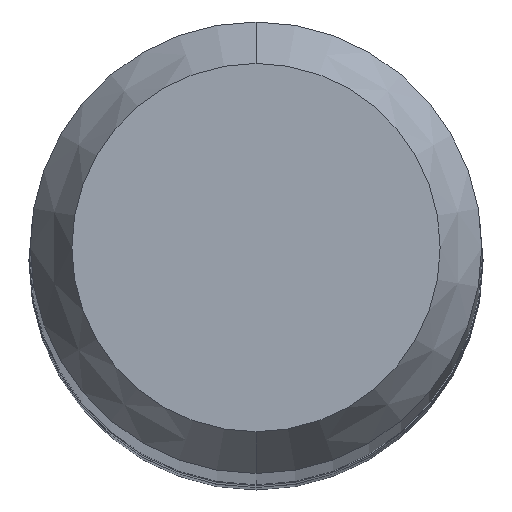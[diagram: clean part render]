
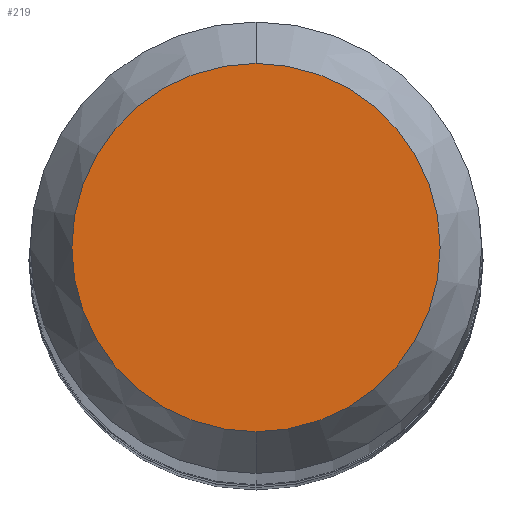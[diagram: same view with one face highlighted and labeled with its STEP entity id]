
A CAD part, top view. The second image highlights one B-rep face of the part: STEP entity #219.
In plain terms, the highlighted planar face has unit normal (0, 0, 1).
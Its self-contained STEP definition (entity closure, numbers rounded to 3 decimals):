
#105=VERTEX_POINT('',#257);
#139=VERTEX_POINT('',#293);
#175=EDGE_CURVE('',#139,#105,#333,.T.);
#177=EDGE_CURVE('',#105,#139,#335,.T.);
#219=ADVANCED_FACE('',(#385),#386,.T.);
#257=CARTESIAN_POINT('',(0.,-1.015,0.0));
#293=CARTESIAN_POINT('',(0.0,1.015,0.0));
#333=CIRCLE('',#518,1.015);
#335=CIRCLE('',#521,1.015);
#385=FACE_OUTER_BOUND('',#582,.T.);
#386=PLANE('',#583);
#518=AXIS2_PLACEMENT_3D('',#685,#686,#687);
#521=AXIS2_PLACEMENT_3D('',#688,#689,#690);
#582=EDGE_LOOP('',(#770,#771));
#583=AXIS2_PLACEMENT_3D('',#772,#773,#774);
#685=CARTESIAN_POINT('',(0.0,0.0,0.0));
#686=DIRECTION('',(0.0,0.0,-1.0));
#687=DIRECTION('',(0.0,1.0,0.0));
#688=CARTESIAN_POINT('',(0.0,0.0,0.0));
#689=DIRECTION('',(0.0,0.0,-1.0));
#690=DIRECTION('',(0.0,1.0,0.0));
#770=ORIENTED_EDGE('',*,*,#175,.F.);
#771=ORIENTED_EDGE('',*,*,#177,.F.);
#772=CARTESIAN_POINT('',(0.0,0.508,0.0));
#773=DIRECTION('',(-0.0,0.0,1.0));
#774=DIRECTION('',(0.0,-1.0,0.0));
